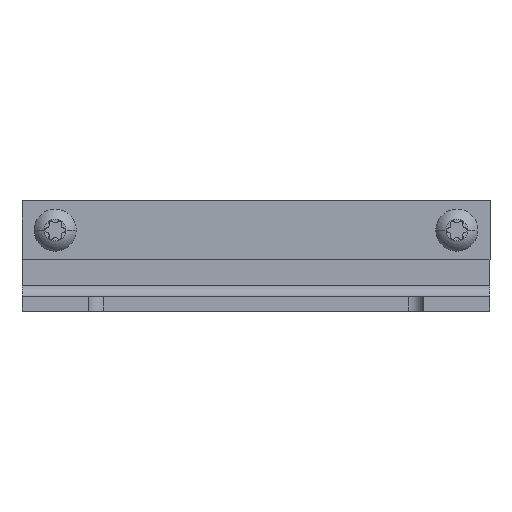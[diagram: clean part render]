
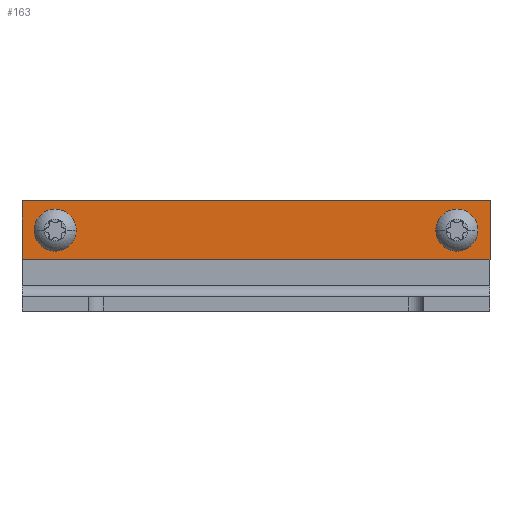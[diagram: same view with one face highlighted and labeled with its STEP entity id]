
A CAD part, top view. The second image highlights one B-rep face of the part: STEP entity #163.
In plain terms, the highlighted planar face has unit normal (0, 0, 1).
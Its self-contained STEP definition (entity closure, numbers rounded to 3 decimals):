
#13 = ORIENTED_EDGE ( 'NONE', *, *, #1779, .T. ) ;
#14 = CIRCLE ( 'NONE', #340, 1.5 ) ;
#35 = CIRCLE ( 'NONE', #929, 1.5 ) ;
#122 = EDGE_CURVE ( 'NONE', #270, #904, #1674, .T. ) ;
#135 = EDGE_CURVE ( 'NONE', #173, #288, #594, .T. ) ;
#154 = DIRECTION ( 'NONE',  ( 0., 0., 1. ) ) ;
#163 = ADVANCED_FACE ( 'NONE', ( #2026, #872, #391 ), #1064, .F. ) ;
#173 = VERTEX_POINT ( 'NONE', #2284 ) ;
#244 = CARTESIAN_POINT ( 'NONE',  ( 28.75, 0., 1. ) ) ;
#256 = CARTESIAN_POINT ( 'NONE',  ( -31.75, 4., 1. ) ) ;
#270 = VERTEX_POINT ( 'NONE', #392 ) ;
#276 = AXIS2_PLACEMENT_3D ( 'NONE', #1767, #355, #711 ) ;
#288 = VERTEX_POINT ( 'NONE', #1451 ) ;
#327 = DIRECTION ( 'NONE',  ( 0., 0., 1. ) ) ;
#340 = AXIS2_PLACEMENT_3D ( 'NONE', #481, #327, #1386 ) ;
#342 = CARTESIAN_POINT ( 'NONE',  ( 27.25, 0., 1. ) ) ;
#355 = DIRECTION ( 'NONE',  ( 0., 0., -1. ) ) ;
#391 = FACE_OUTER_BOUND ( 'NONE', #1383, .T. ) ;
#392 = CARTESIAN_POINT ( 'NONE',  ( -31.75, -4., 1. ) ) ;
#407 = ORIENTED_EDGE ( 'NONE', *, *, #657, .F. ) ;
#408 = EDGE_CURVE ( 'NONE', #1804, #616, #863, .T. ) ;
#425 = AXIS2_PLACEMENT_3D ( 'NONE', #1079, #154, #508 ) ;
#481 = CARTESIAN_POINT ( 'NONE',  ( 27.25, 0., 1. ) ) ;
#506 = AXIS2_PLACEMENT_3D ( 'NONE', #342, #507, #526 ) ;
#507 = DIRECTION ( 'NONE',  ( 0., 0., 1. ) ) ;
#508 = DIRECTION ( 'NONE',  ( 1., 0., 0. ) ) ;
#526 = DIRECTION ( 'NONE',  ( 1., 0., 0. ) ) ;
#542 = CARTESIAN_POINT ( 'NONE',  ( -27.25, 0., 1. ) ) ;
#594 = CIRCLE ( 'NONE', #425, 1.5 ) ;
#616 = VERTEX_POINT ( 'NONE', #1175 ) ;
#657 = EDGE_CURVE ( 'NONE', #616, #904, #755, .T. ) ;
#711 = DIRECTION ( 'NONE',  ( -1., 0., 0. ) ) ;
#723 = ORIENTED_EDGE ( 'NONE', *, *, #135, .F. ) ;
#754 = EDGE_CURVE ( 'NONE', #1818, #1789, #14, .T. ) ;
#755 = LINE ( 'NONE', #2207, #1395 ) ;
#772 = ORIENTED_EDGE ( 'NONE', *, *, #122, .T. ) ;
#796 = CARTESIAN_POINT ( 'NONE',  ( -31.75, 4., 1. ) ) ;
#813 = DIRECTION ( 'NONE',  ( 0., -1., 0. ) ) ;
#815 = DIRECTION ( 'NONE',  ( 0., -1., 0. ) ) ;
#858 = ORIENTED_EDGE ( 'NONE', *, *, #1963, .F. ) ;
#863 = LINE ( 'NONE', #796, #1933 ) ;
#872 = FACE_BOUND ( 'NONE', #1542, .T. ) ;
#904 = VERTEX_POINT ( 'NONE', #1996 ) ;
#923 = DIRECTION ( 'NONE',  ( 1., 0., 0. ) ) ;
#929 = AXIS2_PLACEMENT_3D ( 'NONE', #542, #1265, #923 ) ;
#997 = ORIENTED_EDGE ( 'NONE', *, *, #408, .F. ) ;
#1023 = ORIENTED_EDGE ( 'NONE', *, *, #754, .F. ) ;
#1027 = DIRECTION ( 'NONE',  ( 1., 0., 0. ) ) ;
#1030 = VECTOR ( 'NONE', #815, 1000. ) ;
#1064 = PLANE ( 'NONE',  #276 ) ;
#1079 = CARTESIAN_POINT ( 'NONE',  ( -27.25, 0., 1. ) ) ;
#1175 = CARTESIAN_POINT ( 'NONE',  ( 31.75, 4., 1. ) ) ;
#1252 = EDGE_LOOP ( 'NONE', ( #723, #1456 ) ) ;
#1265 = DIRECTION ( 'NONE',  ( 0., 0., 1. ) ) ;
#1323 = CARTESIAN_POINT ( 'NONE',  ( -31.75, 4., 1. ) ) ;
#1383 = EDGE_LOOP ( 'NONE', ( #772, #407, #997, #13 ) ) ;
#1386 = DIRECTION ( 'NONE',  ( 1., 0., 0. ) ) ;
#1395 = VECTOR ( 'NONE', #813, 1000. ) ;
#1451 = CARTESIAN_POINT ( 'NONE',  ( -28.75, 0., 1. ) ) ;
#1456 = ORIENTED_EDGE ( 'NONE', *, *, #1501, .F. ) ;
#1492 = CARTESIAN_POINT ( 'NONE',  ( 25.75, 0., 1. ) ) ;
#1501 = EDGE_CURVE ( 'NONE', #288, #173, #35, .T. ) ;
#1542 = EDGE_LOOP ( 'NONE', ( #858, #1023 ) ) ;
#1550 = LINE ( 'NONE', #1323, #1030 ) ;
#1674 = LINE ( 'NONE', #2071, #2103 ) ;
#1767 = CARTESIAN_POINT ( 'NONE',  ( -31.75, 4., 1. ) ) ;
#1779 = EDGE_CURVE ( 'NONE', #1804, #270, #1550, .T. ) ;
#1789 = VERTEX_POINT ( 'NONE', #244 ) ;
#1804 = VERTEX_POINT ( 'NONE', #256 ) ;
#1818 = VERTEX_POINT ( 'NONE', #1492 ) ;
#1933 = VECTOR ( 'NONE', #2158, 1000. ) ;
#1963 = EDGE_CURVE ( 'NONE', #1789, #1818, #2166, .T. ) ;
#1996 = CARTESIAN_POINT ( 'NONE',  ( 31.75, -4., 1. ) ) ;
#2026 = FACE_BOUND ( 'NONE', #1252, .T. ) ;
#2071 = CARTESIAN_POINT ( 'NONE',  ( -31.75, -4., 1. ) ) ;
#2103 = VECTOR ( 'NONE', #1027, 1000. ) ;
#2158 = DIRECTION ( 'NONE',  ( 1., 0., 0. ) ) ;
#2166 = CIRCLE ( 'NONE', #506, 1.5 ) ;
#2207 = CARTESIAN_POINT ( 'NONE',  ( 31.75, 4., 1. ) ) ;
#2284 = CARTESIAN_POINT ( 'NONE',  ( -25.75, 0., 1. ) ) ;
